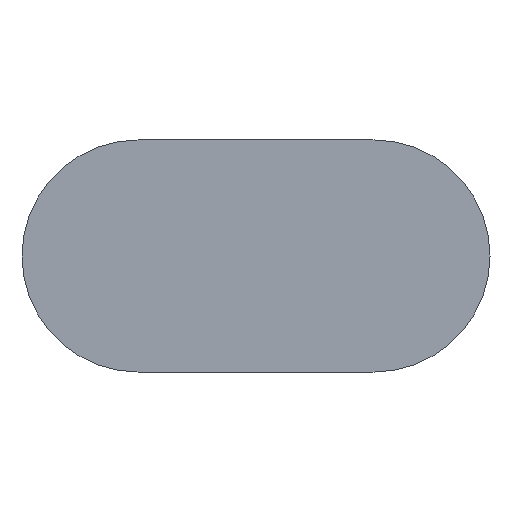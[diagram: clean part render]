
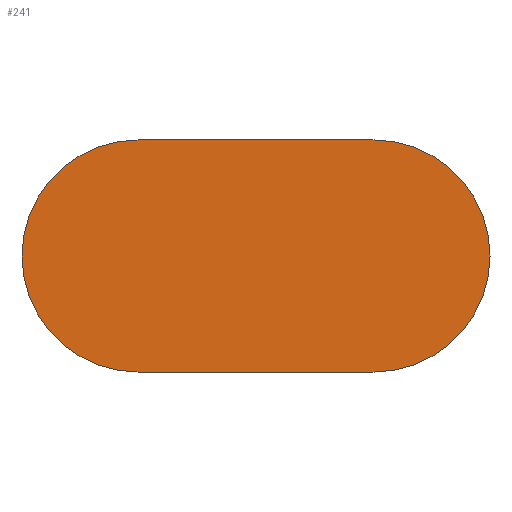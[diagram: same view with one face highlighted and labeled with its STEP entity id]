
A CAD part, front view. The second image highlights one B-rep face of the part: STEP entity #241.
In plain terms, the highlighted planar face has unit normal (0, -1, 0).
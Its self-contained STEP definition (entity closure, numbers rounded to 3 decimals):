
#21=PLANE('',#284);
#38=FACE_OUTER_BOUND('',#53,.T.);
#53=EDGE_LOOP('',(#210,#211,#212,#213));
#68=LINE('',#413,#86);
#72=LINE('',#425,#90);
#86=VECTOR('',#340,10.);
#90=VECTOR('',#352,10.);
#103=CIRCLE('',#279,2.9);
#105=CIRCLE('',#283,2.9);
#120=VERTEX_POINT('',#410);
#121=VERTEX_POINT('',#412);
#123=VERTEX_POINT('',#418);
#125=VERTEX_POINT('',#424);
#148=EDGE_CURVE('',#121,#120,#68,.T.);
#151=EDGE_CURVE('',#123,#121,#103,.T.);
#154=EDGE_CURVE('',#125,#123,#72,.T.);
#157=EDGE_CURVE('',#120,#125,#105,.T.);
#210=ORIENTED_EDGE('',*,*,#157,.T.);
#211=ORIENTED_EDGE('',*,*,#154,.T.);
#212=ORIENTED_EDGE('',*,*,#151,.T.);
#213=ORIENTED_EDGE('',*,*,#148,.T.);
#241=ADVANCED_FACE('',(#38),#21,.T.);
#279=AXIS2_PLACEMENT_3D('',#419,#346,#347);
#283=AXIS2_PLACEMENT_3D('',#429,#358,#359);
#284=AXIS2_PLACEMENT_3D('',#430,#360,#361);
#340=DIRECTION('',(-1.,0.,0.));
#346=DIRECTION('center_axis',(0.,-1.,0.));
#347=DIRECTION('ref_axis',(0.,0.,-1.));
#352=DIRECTION('',(1.,0.,0.));
#358=DIRECTION('center_axis',(0.,-1.,0.));
#359=DIRECTION('ref_axis',(0.,0.,1.));
#360=DIRECTION('center_axis',(0.,-1.,0.));
#361=DIRECTION('ref_axis',(1.,0.,0.));
#410=CARTESIAN_POINT('',(-0.297,23.792,-3.13));
#412=CARTESIAN_POINT('',(5.603,23.792,-3.13));
#413=CARTESIAN_POINT('',(5.603,23.792,-3.13));
#418=CARTESIAN_POINT('',(5.603,23.792,-8.93));
#419=CARTESIAN_POINT('Origin',(5.603,23.792,-6.03));
#424=CARTESIAN_POINT('',(-0.297,23.792,-8.93));
#425=CARTESIAN_POINT('',(-0.297,23.792,-8.93));
#429=CARTESIAN_POINT('Origin',(-0.297,23.792,-6.03));
#430=CARTESIAN_POINT('Origin',(2.653,23.792,-6.03));
